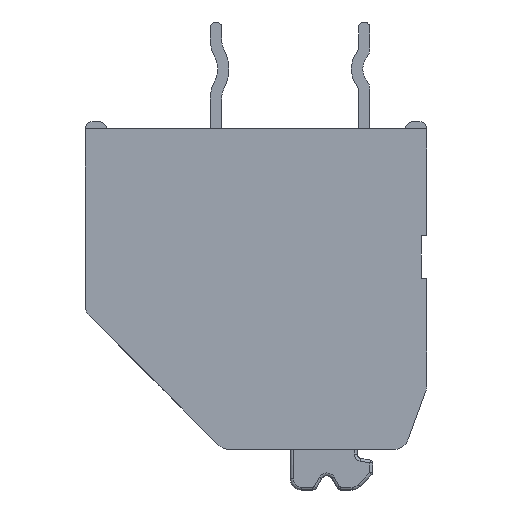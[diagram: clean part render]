
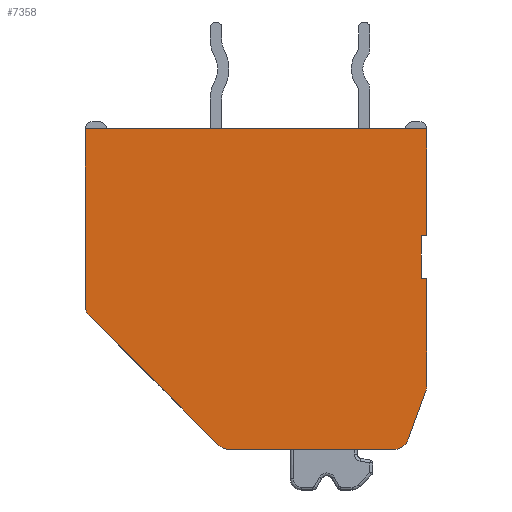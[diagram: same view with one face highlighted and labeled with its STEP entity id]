
A CAD part, left-side view. The second image highlights one B-rep face of the part: STEP entity #7358.
In plain terms, the highlighted planar face has unit normal (-1, 0, 0).
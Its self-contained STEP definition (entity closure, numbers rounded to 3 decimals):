
#134=CARTESIAN_POINT('',(-7.75,0.953,-10.75));
#135=DIRECTION('',(1.,0.,0.));
#136=DIRECTION('',(0.,0.,-1.));
#137=AXIS2_PLACEMENT_3D('',#134,#135,#136);
#139=DIRECTION('',(0.,0.707,0.707));
#140=VECTOR('',#139,6.431);
#141=CARTESIAN_POINT('',(-7.75,1.306,-11.104));
#142=LINE('',#141,#140);
#143=CARTESIAN_POINT('',(-7.75,5.5,-6.203));
#144=DIRECTION('',(1.,0.,0.));
#145=DIRECTION('',(0.,0.707,-0.707));
#146=AXIS2_PLACEMENT_3D('',#143,#144,#145);
#148=DIRECTION('',(0.,0.,1.));
#149=VECTOR('',#148,6.203);
#150=CARTESIAN_POINT('',(-7.75,6.,-6.203));
#151=LINE('',#150,#149);
#152=DIRECTION('',(0.,-1.,0.));
#153=VECTOR('',#152,12.);
#154=CARTESIAN_POINT('',(-7.75,6.,0.));
#155=LINE('',#154,#153);
#156=DIRECTION('',(0.,0.,-1.));
#157=VECTOR('',#156,3.75);
#158=CARTESIAN_POINT('',(-7.75,-6.,0.));
#159=LINE('',#158,#157);
#160=DIRECTION('',(0.,1.,0.));
#161=VECTOR('',#160,0.2);
#162=CARTESIAN_POINT('',(-7.75,-6.,-3.75));
#163=LINE('',#162,#161);
#164=DIRECTION('',(0.,0.,-1.));
#165=VECTOR('',#164,1.5);
#166=CARTESIAN_POINT('',(-7.75,-5.8,-3.75));
#167=LINE('',#166,#165);
#168=DIRECTION('',(0.,-1.,0.));
#169=VECTOR('',#168,0.2);
#170=CARTESIAN_POINT('',(-7.75,-5.8,-5.25));
#171=LINE('',#170,#169);
#172=DIRECTION('',(0.,0.,-1.));
#173=VECTOR('',#172,3.752);
#174=CARTESIAN_POINT('',(-7.75,-6.,-5.25));
#175=LINE('',#174,#173);
#176=CARTESIAN_POINT('',(-7.75,-5.5,-9.002));
#177=DIRECTION('',(1.,0.,0.));
#178=DIRECTION('',(0.,-1.,0.));
#179=AXIS2_PLACEMENT_3D('',#176,#177,#178);
#181=DIRECTION('',(0.,0.342,-0.94));
#182=VECTOR('',#181,1.86);
#183=CARTESIAN_POINT('',(-7.75,-5.97,-9.173));
#184=LINE('',#183,#182);
#185=CARTESIAN_POINT('',(-7.75,-4.864,-10.75));
#186=DIRECTION('',(1.,0.,0.));
#187=DIRECTION('',(0.,-0.94,-0.342));
#188=AXIS2_PLACEMENT_3D('',#185,#186,#187);
#242=DIRECTION('',(0.,-1.,0.));
#243=VECTOR('',#242,5.817);
#244=CARTESIAN_POINT('',(-7.75,0.953,-11.25));
#245=LINE('',#244,#243);
#5775=CARTESIAN_POINT('',(-7.75,6.,0.));
#5776=CARTESIAN_POINT('',(-7.75,-6.,0.));
#5777=VERTEX_POINT('',#5775);
#5778=VERTEX_POINT('',#5776);
#5779=CARTESIAN_POINT('',(-7.75,-6.,-3.75));
#5780=VERTEX_POINT('',#5779);
#5781=CARTESIAN_POINT('',(-7.75,-5.8,-3.75));
#5782=VERTEX_POINT('',#5781);
#5783=CARTESIAN_POINT('',(-7.75,-5.8,-5.25));
#5784=VERTEX_POINT('',#5783);
#5785=CARTESIAN_POINT('',(-7.75,-6.,-5.25));
#5786=VERTEX_POINT('',#5785);
#5787=CARTESIAN_POINT('',(-7.75,-6.,-9.002));
#5788=VERTEX_POINT('',#5787);
#5789=CARTESIAN_POINT('',(-7.75,-5.97,-9.173));
#5790=VERTEX_POINT('',#5789);
#5791=CARTESIAN_POINT('',(-7.75,-5.334,-10.921));
#5792=VERTEX_POINT('',#5791);
#5793=CARTESIAN_POINT('',(-7.75,-4.864,-11.25));
#5794=VERTEX_POINT('',#5793);
#5795=CARTESIAN_POINT('',(-7.75,0.953,-11.25));
#5796=CARTESIAN_POINT('',(-7.75,1.306,-11.104));
#5797=VERTEX_POINT('',#5795);
#5798=VERTEX_POINT('',#5796);
#5799=CARTESIAN_POINT('',(-7.75,5.854,-6.556));
#5800=VERTEX_POINT('',#5799);
#5801=CARTESIAN_POINT('',(-7.75,6.,-6.203));
#5802=VERTEX_POINT('',#5801);
#7323=CARTESIAN_POINT('',(-7.75,0.,0.));
#7324=DIRECTION('',(1.,0.,0.));
#7325=DIRECTION('',(0.,-1.,0.));
#7326=AXIS2_PLACEMENT_3D('',#7323,#7324,#7325);
#7327=PLANE('',#7326);
#7329=ORIENTED_EDGE('',*,*,#7328,.F.);
#7331=ORIENTED_EDGE('',*,*,#7330,.T.);
#7333=ORIENTED_EDGE('',*,*,#7332,.T.);
#7335=ORIENTED_EDGE('',*,*,#7334,.T.);
#7337=ORIENTED_EDGE('',*,*,#7336,.T.);
#7339=ORIENTED_EDGE('',*,*,#7338,.T.);
#7341=ORIENTED_EDGE('',*,*,#7340,.T.);
#7343=ORIENTED_EDGE('',*,*,#7342,.T.);
#7345=ORIENTED_EDGE('',*,*,#7344,.T.);
#7347=ORIENTED_EDGE('',*,*,#7346,.T.);
#7349=ORIENTED_EDGE('',*,*,#7348,.T.);
#7351=ORIENTED_EDGE('',*,*,#7350,.T.);
#7353=ORIENTED_EDGE('',*,*,#7352,.T.);
#7355=ORIENTED_EDGE('',*,*,#7354,.T.);
#7356=EDGE_LOOP('',(#7329,#7331,#7333,#7335,#7337,#7339,#7341,#7343,#7345,#7347,
#7349,#7351,#7353,#7355));
#7357=FACE_OUTER_BOUND('',#7356,.F.);
#138=CIRCLE('',#137,0.5);
#147=CIRCLE('',#146,0.5);
#180=CIRCLE('',#179,0.5);
#189=CIRCLE('',#188,0.5);
#7328=EDGE_CURVE('',#5797,#5794,#245,.T.);
#7330=EDGE_CURVE('',#5797,#5798,#138,.T.);
#7332=EDGE_CURVE('',#5798,#5800,#142,.T.);
#7334=EDGE_CURVE('',#5800,#5802,#147,.T.);
#7336=EDGE_CURVE('',#5802,#5777,#151,.T.);
#7338=EDGE_CURVE('',#5777,#5778,#155,.T.);
#7340=EDGE_CURVE('',#5778,#5780,#159,.T.);
#7342=EDGE_CURVE('',#5780,#5782,#163,.T.);
#7344=EDGE_CURVE('',#5782,#5784,#167,.T.);
#7346=EDGE_CURVE('',#5784,#5786,#171,.T.);
#7348=EDGE_CURVE('',#5786,#5788,#175,.T.);
#7350=EDGE_CURVE('',#5788,#5790,#180,.T.);
#7352=EDGE_CURVE('',#5790,#5792,#184,.T.);
#7354=EDGE_CURVE('',#5792,#5794,#189,.T.);
#7358=ADVANCED_FACE('',(#7357),#7327,.F.);
